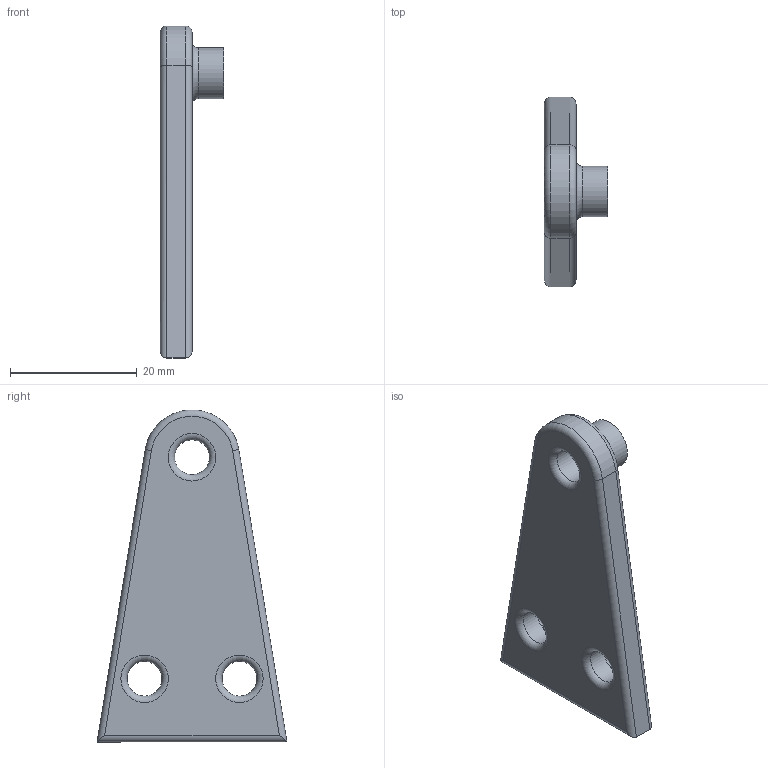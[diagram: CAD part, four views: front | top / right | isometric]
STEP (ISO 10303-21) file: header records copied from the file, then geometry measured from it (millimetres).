
FILE_DESCRIPTION(('FreeCAD Model'),'2;1');
FILE_NAME('Open CASCADE Shape Model','2024-01-07T12:20:25',('Author'),( ''),'Open CASCADE STEP processor 7.6','FreeCAD','Unknown');
FILE_SCHEMA(('AUTOMOTIVE_DESIGN { 1 0 10303 214 1 1 1 1 }'));
Length unit declared in the file: millimetre
Products named in the file (1): Body
Bounding box: 10 x 30 x 52.47 mm (x, y, z)
Volume: 5227.7 mm3; surface area: 3093 mm2
Topology: 1 solids, 1 shells, 26 faces, 54 edges, 31 vertices
Faces by surface type: cylinder 12, torus 8, plane 6
Full cylindrical faces by diameter (mm): 5.5 x4, 8 x1
Entity records: 1470 total; most frequent: CARTESIAN_POINT 282, DIRECTION 240, LINE 111, VECTOR 111, ORIENTED_EDGE 108, PCURVE 108, DEFINITIONAL_REPRESENTATION 108, AXIS2_PLACEMENT_3D 60
